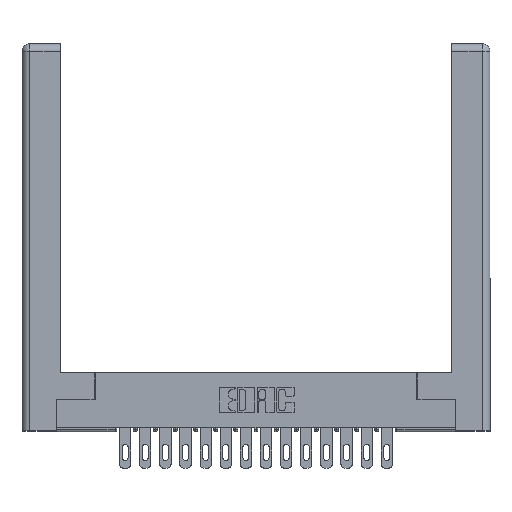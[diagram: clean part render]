
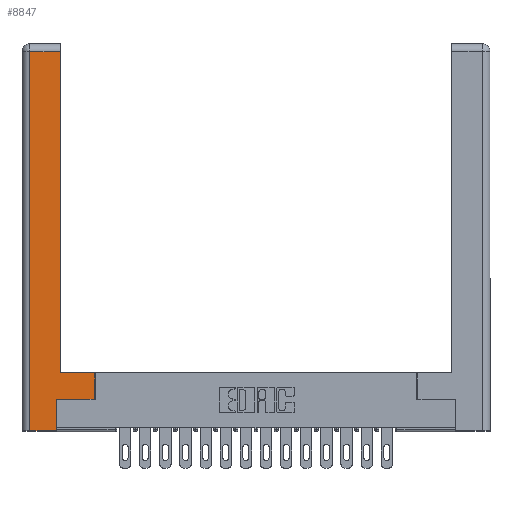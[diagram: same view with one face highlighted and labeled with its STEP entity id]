
A CAD part, top view. The second image highlights one B-rep face of the part: STEP entity #8847.
In plain terms, the highlighted planar face has unit normal (0, 0, 1).
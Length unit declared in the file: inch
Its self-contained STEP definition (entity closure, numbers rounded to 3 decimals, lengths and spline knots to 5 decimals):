
#286 = CARTESIAN_POINT ( 'NONE',  ( 0., 0., 0. ) ) ;
#322 = ORIENTED_EDGE ( 'NONE', *, *, #656, .T. ) ;
#329 = CARTESIAN_POINT ( 'NONE',  ( 0.0615, 0., 0. ) ) ;
#419 = VERTEX_POINT ( 'NONE', #2366 ) ;
#656 = EDGE_CURVE ( 'NONE', #2646, #419, #12041, .T. ) ;
#1008 = EDGE_CURVE ( 'NONE', #13374, #17658, #19199, .T. ) ;
#1427 = CARTESIAN_POINT ( 'NONE',  ( 0.565, 0.45, 0. ) ) ;
#1815 = CARTESIAN_POINT ( 'NONE',  ( 0.265, 0.245, 0. ) ) ;
#2008 = DIRECTION ( 'NONE',  ( 0., -1., 0. ) ) ;
#2112 = LINE ( 'NONE', #329, #13001 ) ;
#2115 = VECTOR ( 'NONE', #19481, 39.37008 ) ;
#2253 = LINE ( 'NONE', #13035, #16812 ) ;
#2366 = CARTESIAN_POINT ( 'NONE',  ( 0.0615, 2.94, 0. ) ) ;
#2391 = VECTOR ( 'NONE', #9816, 39.37008 ) ;
#2555 = ORIENTED_EDGE ( 'NONE', *, *, #4862, .T. ) ;
#2646 = VERTEX_POINT ( 'NONE', #18264 ) ;
#3024 = CARTESIAN_POINT ( 'NONE',  ( 0.565, 0.45, 0. ) ) ;
#3309 = LINE ( 'NONE', #15350, #9989 ) ;
#3647 = AXIS2_PLACEMENT_3D ( 'NONE', #286, #15676, #5026 ) ;
#3855 = ORIENTED_EDGE ( 'NONE', *, *, #1008, .T. ) ;
#3957 = EDGE_CURVE ( 'NONE', #419, #6479, #2112, .T. ) ;
#4201 = ORIENTED_EDGE ( 'NONE', *, *, #17876, .T. ) ;
#4540 = DIRECTION ( 'NONE',  ( -1., 0., 0. ) ) ;
#4848 = CARTESIAN_POINT ( 'NONE',  ( 0.265, 0., 0. ) ) ;
#4862 = EDGE_CURVE ( 'NONE', #17658, #11120, #2253, .T. ) ;
#5026 = DIRECTION ( 'NONE',  ( -1., 0., 0. ) ) ;
#5238 = VERTEX_POINT ( 'NONE', #10831 ) ;
#6479 = VERTEX_POINT ( 'NONE', #11614 ) ;
#7212 = CARTESIAN_POINT ( 'NONE',  ( 0.0615, 2.94, 0. ) ) ;
#7254 = ORIENTED_EDGE ( 'NONE', *, *, #18163, .T. ) ;
#7470 = CARTESIAN_POINT ( 'NONE',  ( 0.295, 3., 0. ) ) ;
#8020 = DIRECTION ( 'NONE',  ( 1., 0., 0. ) ) ;
#8292 = DIRECTION ( 'NONE',  ( -1., 0., 0. ) ) ;
#8847 = ADVANCED_FACE ( 'NONE', ( #16747 ), #11045, .F. ) ;
#9023 = VECTOR ( 'NONE', #8020, 39.37008 ) ;
#9299 = LINE ( 'NONE', #4848, #9023 ) ;
#9816 = DIRECTION ( 'NONE',  ( 0., 1., 0. ) ) ;
#9989 = VECTOR ( 'NONE', #18385, 39.37008 ) ;
#10831 = CARTESIAN_POINT ( 'NONE',  ( 0.265, 0.245, 0. ) ) ;
#11045 = PLANE ( 'NONE',  #3647 ) ;
#11120 = VERTEX_POINT ( 'NONE', #14332 ) ;
#11614 = CARTESIAN_POINT ( 'NONE',  ( 0.0615, 0., 0. ) ) ;
#11739 = EDGE_LOOP ( 'NONE', ( #16922, #322, #17725, #7254, #4201, #14623, #3855, #2555 ) ) ;
#12041 = LINE ( 'NONE', #7212, #19450 ) ;
#13001 = VECTOR ( 'NONE', #2008, 39.37008 ) ;
#13035 = CARTESIAN_POINT ( 'NONE',  ( 0.295, 0.45, 0. ) ) ;
#13374 = VERTEX_POINT ( 'NONE', #17121 ) ;
#13682 = CARTESIAN_POINT ( 'NONE',  ( 0.265, 0., 0. ) ) ;
#14332 = CARTESIAN_POINT ( 'NONE',  ( 0.295, 0.45, 0. ) ) ;
#14623 = ORIENTED_EDGE ( 'NONE', *, *, #14858, .T. ) ;
#14858 = EDGE_CURVE ( 'NONE', #5238, #13374, #3309, .T. ) ;
#15334 = LINE ( 'NONE', #1815, #2391 ) ;
#15350 = CARTESIAN_POINT ( 'NONE',  ( 0.565, 0.245, 0. ) ) ;
#15676 = DIRECTION ( 'NONE',  ( 0., 0., -1. ) ) ;
#16747 = FACE_OUTER_BOUND ( 'NONE', #11739, .T. ) ;
#16812 = VECTOR ( 'NONE', #8292, 39.37008 ) ;
#16922 = ORIENTED_EDGE ( 'NONE', *, *, #19078, .T. ) ;
#17121 = CARTESIAN_POINT ( 'NONE',  ( 0.565, 0.245, 0. ) ) ;
#17658 = VERTEX_POINT ( 'NONE', #1427 ) ;
#17717 = DIRECTION ( 'NONE',  ( 0., 1., 0. ) ) ;
#17725 = ORIENTED_EDGE ( 'NONE', *, *, #3957, .T. ) ;
#17876 = EDGE_CURVE ( 'NONE', #18955, #5238, #15334, .T. ) ;
#18163 = EDGE_CURVE ( 'NONE', #6479, #18955, #9299, .T. ) ;
#18264 = CARTESIAN_POINT ( 'NONE',  ( 0.295, 2.94, 0. ) ) ;
#18275 = LINE ( 'NONE', #7470, #2115 ) ;
#18385 = DIRECTION ( 'NONE',  ( 1., 0., 0. ) ) ;
#18955 = VERTEX_POINT ( 'NONE', #13682 ) ;
#19078 = EDGE_CURVE ( 'NONE', #11120, #2646, #18275, .T. ) ;
#19194 = VECTOR ( 'NONE', #17717, 39.37008 ) ;
#19199 = LINE ( 'NONE', #3024, #19194 ) ;
#19450 = VECTOR ( 'NONE', #4540, 39.37008 ) ;
#19481 = DIRECTION ( 'NONE',  ( 0., 1., 0. ) ) ;
